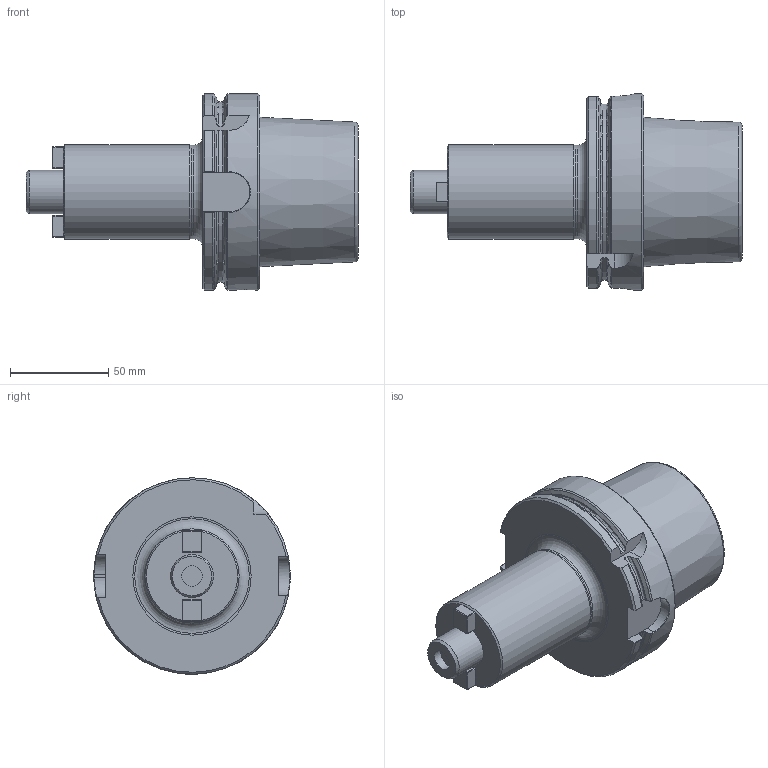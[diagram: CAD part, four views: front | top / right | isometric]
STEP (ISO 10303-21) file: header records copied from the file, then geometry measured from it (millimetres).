
FILE_DESCRIPTION(/* description */ (''),/* implementation_level */ '2;1');
FILE_NAME(/* name */ 'AHSKA100-FM-22-100.stp',/* time_stamp */ '2024-12-17T16:35:20+03:00',/* author */ (''),/* organization */ (''),/* preprocessor_version */ 'ST-DEVELOPER v19.4',/* originating_system */ 'SIEMENS PLM Software NX2306.5001',/* authorisation */ '');
FILE_SCHEMA (('AUTOMOTIVE_DESIGN { 1 0 10303 214 3 1 1 1 }'));
Length unit declared in the file: millimetre
Products named in the file (1): AHSKA100-FM-22-100-light_objects
Bounding box: 169 x 100 x 100 mm (x, y, z)
Volume: 565812.6 mm3; surface area: 49140 mm2
Topology: 1 solids, 1 shells, 119 faces, 299 edges, 186 vertices
Faces by surface type: plane 66, cone 19, cylinder 16, torus 15, bspline 3
Full cylindrical faces by diameter (mm): 10 x1, 10.5 x1, 22 x1, 47.5 x1, 48 x1, 100 x1
Entity records: 3940 total; most frequent: CARTESIAN_POINT 1279, ORIENTED_EDGE 548, DIRECTION 501, EDGE_CURVE 274, AXIS2_PLACEMENT_3D 185, VERTEX_POINT 181, EDGE_LOOP 142, LINE 131
